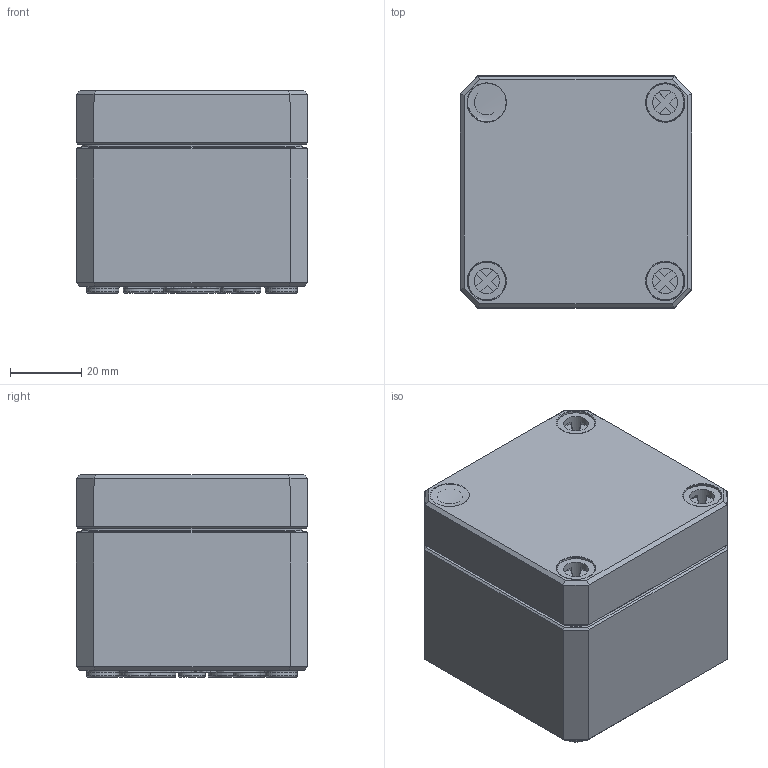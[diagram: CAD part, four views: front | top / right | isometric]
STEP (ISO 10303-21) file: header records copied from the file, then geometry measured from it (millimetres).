
FILE_DESCRIPTION(/* description */ (''),/* implementation_level */ '2;1');
FILE_NAME(/* name */ '0903107760 MBI 070706 OK.stp',/* time_stamp */ '2020-12-16T08:33:27+01:00',/* author */ ('alexander.rose'),/* organization */ (''),/* preprocessor_version */ 'ST-DEVELOPER v17.2',/* originating_system */ 'Autodesk Inventor 2019',/* authorisation */ '');
FILE_SCHEMA (('AUTOMOTIVE_DESIGN { 1 0 10303 214 3 1 1 }'));
Products named in the file (5): 0903107760 MBTK 070706 H OK; 0901107762-UT_070742 - O; 0903107761-OT_070715 Klar; Schraube _ M10 x 34 _ MBTK; Dichtung_070715
Assembly tree (7 placements, depth 2):
  0903107760 MBTK 070706 H OK
    0901107762-UT_070742 - O
    0903107761-OT_070715 Klar
    Schraube _ M10 x 34 _ MBTK  x4
    Dichtung_070715
Bounding box: 65 x 65 x 56.8 mm (x, y, z)
Volume: 78271.7 mm3; surface area: 57641.7 mm2
Topology: 7 solids, 7 shells, 1915 faces, 4703 edges, 2916 vertices
Faces by surface type: plane 743, bspline 416, cylinder 338, torus 254, cone 148, sphere 16
Full cylindrical faces by diameter (mm): 4.5 x4, 5 x4, 5.8 x8, 6 x2, 7 x4, 8.376 x4, 10.5 x4
Entity records: 56381 total; most frequent: CARTESIAN_POINT 16993, ORIENTED_EDGE 8492, DIRECTION 7498, EDGE_CURVE 4246, AXIS2_PLACEMENT_3D 2689, VERTEX_POINT 2619, LINE 2120, VECTOR 2120
